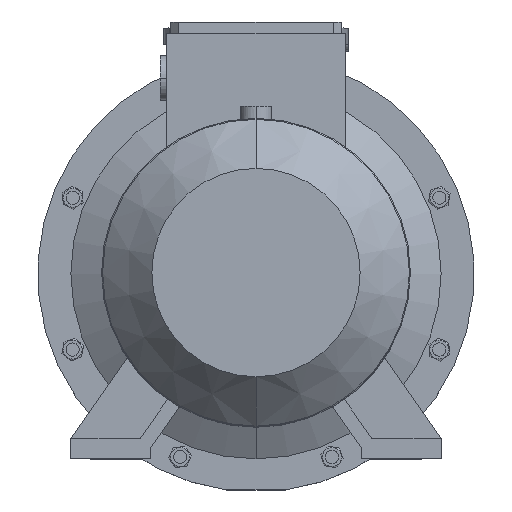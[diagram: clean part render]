
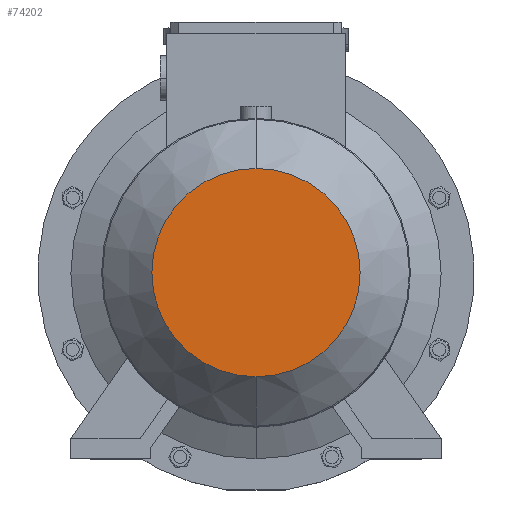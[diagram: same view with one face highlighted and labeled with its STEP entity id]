
A CAD part, top view. The second image highlights one B-rep face of the part: STEP entity #74202.
In plain terms, the highlighted planar face has unit normal (0, 0, 1).
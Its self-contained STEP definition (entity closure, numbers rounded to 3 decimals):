
#820 = DIRECTION ( 'NONE',  ( 0., 0., -1. ) ) ;
#1892 = DIRECTION ( 'NONE',  ( 0., 1., 0. ) ) ;
#2079 = EDGE_CURVE ( 'NONE', #70517, #31325, #13417, .T. ) ;
#2546 = ORIENTED_EDGE ( 'NONE', *, *, #2079, .F. ) ;
#4127 = CARTESIAN_POINT ( 'NONE',  ( 0., 0., 1249. ) ) ;
#13417 = CIRCLE ( 'NONE', #80100, 157.5 ) ;
#14662 = CARTESIAN_POINT ( 'NONE',  ( 0., 0., 1249. ) ) ;
#15039 = DIRECTION ( 'NONE',  ( 0., -1., 0. ) ) ;
#17158 = CIRCLE ( 'NONE', #30992, 157.5 ) ;
#20830 = CARTESIAN_POINT ( 'NONE',  ( 0., 157.5, 1249. ) ) ;
#26408 = PLANE ( 'NONE',  #38996 ) ;
#27790 = EDGE_LOOP ( 'NONE', ( #54934, #2546 ) ) ;
#30992 = AXIS2_PLACEMENT_3D ( 'NONE', #14662, #820, #1892 ) ;
#31325 = VERTEX_POINT ( 'NONE', #20830 ) ;
#33096 = EDGE_CURVE ( 'NONE', #31325, #70517, #17158, .T. ) ;
#38996 = AXIS2_PLACEMENT_3D ( 'NONE', #46234, #46792, #15039 ) ;
#46234 = CARTESIAN_POINT ( 'NONE',  ( 0., 0., 1249. ) ) ;
#46792 = DIRECTION ( 'NONE',  ( 0., 0., 1. ) ) ;
#54934 = ORIENTED_EDGE ( 'NONE', *, *, #33096, .F. ) ;
#67385 = DIRECTION ( 'NONE',  ( 0., 0., -1. ) ) ;
#68200 = DIRECTION ( 'NONE',  ( 0., 1., 0. ) ) ;
#70517 = VERTEX_POINT ( 'NONE', #70604 ) ;
#70604 = CARTESIAN_POINT ( 'NONE',  ( 0., -157.5, 1249. ) ) ;
#74202 = ADVANCED_FACE ( 'NONE', ( #76841 ), #26408, .T. ) ;
#76841 = FACE_OUTER_BOUND ( 'NONE', #27790, .T. ) ;
#80100 = AXIS2_PLACEMENT_3D ( 'NONE', #4127, #67385, #68200 ) ;
